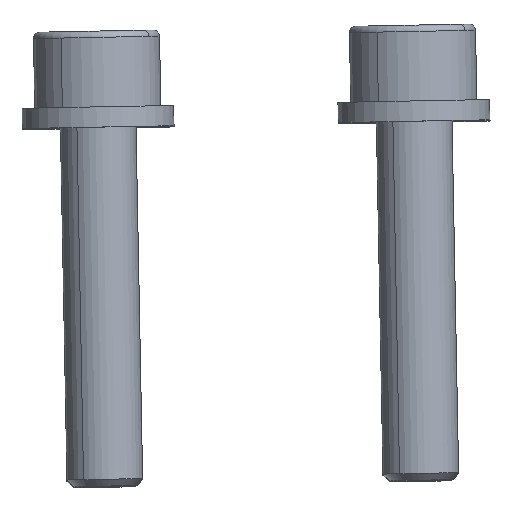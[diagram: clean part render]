
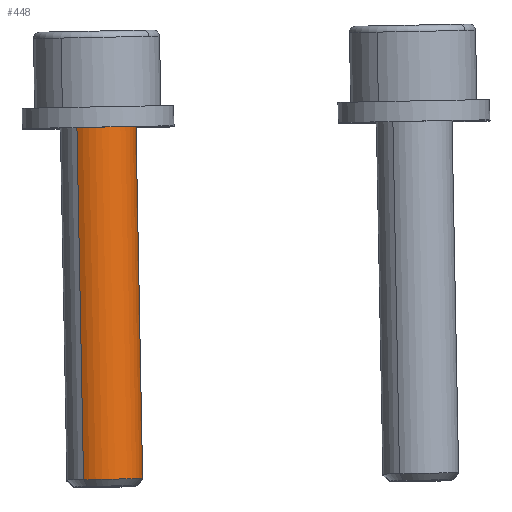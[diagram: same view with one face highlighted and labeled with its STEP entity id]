
A CAD part, top view. The second image highlights one B-rep face of the part: STEP entity #448.
In plain terms, the highlighted cylindrical face has radius 3 mm (diameter 6 mm), a partial arc.
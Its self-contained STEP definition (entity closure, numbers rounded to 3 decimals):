
#56 = LINE ( 'NONE', #124, #883 ) ;
#60 = EDGE_CURVE ( 'NONE', #907, #573, #239, .T. ) ;
#82 = ORIENTED_EDGE ( 'NONE', *, *, #745, .F. ) ;
#97 = EDGE_LOOP ( 'NONE', ( #799, #378, #82, #408 ) ) ;
#124 = CARTESIAN_POINT ( 'NONE',  ( 0., 3., -14.229 ) ) ;
#146 = AXIS2_PLACEMENT_3D ( 'NONE', #575, #729, #954 ) ;
#220 = DIRECTION ( 'NONE',  ( 0., 0., 1. ) ) ;
#239 = LINE ( 'NONE', #794, #494 ) ;
#244 = VERTEX_POINT ( 'NONE', #810 ) ;
#263 = VERTEX_POINT ( 'NONE', #742 ) ;
#272 = EDGE_CURVE ( 'NONE', #244, #263, #56, .T. ) ;
#336 = CARTESIAN_POINT ( 'NONE',  ( 0., 0., -29.459 ) ) ;
#361 = CIRCLE ( 'NONE', #443, 3. ) ;
#378 = ORIENTED_EDGE ( 'NONE', *, *, #60, .T. ) ;
#408 = ORIENTED_EDGE ( 'NONE', *, *, #272, .F. ) ;
#443 = AXIS2_PLACEMENT_3D ( 'NONE', #336, #647, #948 ) ;
#448 = ADVANCED_FACE ( 'NONE', ( #789 ), #919, .T. ) ;
#494 = VECTOR ( 'NONE', #551, 1000. ) ;
#551 = DIRECTION ( 'NONE',  ( 0., 0., 1. ) ) ;
#552 = DIRECTION ( 'NONE',  ( 0., 1., 0. ) ) ;
#557 = CARTESIAN_POINT ( 'NONE',  ( 0., 0., -14.229 ) ) ;
#573 = VERTEX_POINT ( 'NONE', #688 ) ;
#575 = CARTESIAN_POINT ( 'NONE',  ( 0., 0., 0. ) ) ;
#594 = CIRCLE ( 'NONE', #146, 3. ) ;
#609 = AXIS2_PLACEMENT_3D ( 'NONE', #557, #220, #552 ) ;
#647 = DIRECTION ( 'NONE',  ( 0., 0., -1. ) ) ;
#651 = DIRECTION ( 'NONE',  ( 0., 0., 1. ) ) ;
#688 = CARTESIAN_POINT ( 'NONE',  ( 0., -3., 0. ) ) ;
#729 = DIRECTION ( 'NONE',  ( 0., 0., 1. ) ) ;
#742 = CARTESIAN_POINT ( 'NONE',  ( 0., 3., 0. ) ) ;
#745 = EDGE_CURVE ( 'NONE', #263, #573, #594, .T. ) ;
#789 = FACE_OUTER_BOUND ( 'NONE', #97, .T. ) ;
#794 = CARTESIAN_POINT ( 'NONE',  ( 0., -3., -14.229 ) ) ;
#799 = ORIENTED_EDGE ( 'NONE', *, *, #815, .F. ) ;
#810 = CARTESIAN_POINT ( 'NONE',  ( 0., 3., -29.459 ) ) ;
#815 = EDGE_CURVE ( 'NONE', #907, #244, #361, .T. ) ;
#826 = CARTESIAN_POINT ( 'NONE',  ( 0., -3., -29.459 ) ) ;
#883 = VECTOR ( 'NONE', #651, 1000. ) ;
#907 = VERTEX_POINT ( 'NONE', #826 ) ;
#919 = CYLINDRICAL_SURFACE ( 'NONE', #609, 3. ) ;
#948 = DIRECTION ( 'NONE',  ( 0., 1., 0. ) ) ;
#954 = DIRECTION ( 'NONE',  ( 0., 1., 0. ) ) ;
